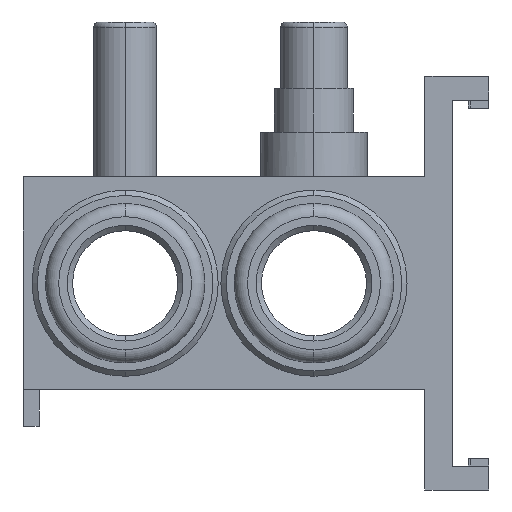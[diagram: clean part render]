
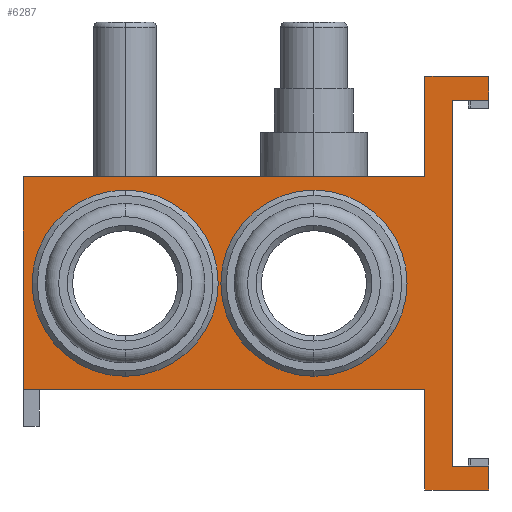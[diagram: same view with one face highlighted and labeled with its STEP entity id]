
A CAD part, left-side view. The second image highlights one B-rep face of the part: STEP entity #6287.
In plain terms, the highlighted planar face has unit normal (-1, 0, 0).
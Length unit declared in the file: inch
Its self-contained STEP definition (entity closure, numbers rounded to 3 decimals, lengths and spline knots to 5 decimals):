
#65 = CARTESIAN_POINT ( 'NONE',  ( -1.181, -0.875, 0.6875 ) ) ;
#75 = EDGE_CURVE ( 'NONE', #1291, #2900, #6049, .T. ) ;
#137 = DIRECTION ( 'NONE',  ( 0., -1., 0. ) ) ;
#155 = CARTESIAN_POINT ( 'NONE',  ( -1.181, -0.738, -0.6875 ) ) ;
#172 = LINE ( 'NONE', #5509, #5059 ) ;
#193 = ORIENTED_EDGE ( 'NONE', *, *, #3295, .T. ) ;
#212 = VERTEX_POINT ( 'NONE', #668 ) ;
#371 = VECTOR ( 'NONE', #4441, 39.37008 ) ;
#414 = CARTESIAN_POINT ( 'NONE',  ( -1.181, 0.492, -0.1975 ) ) ;
#442 = VERTEX_POINT ( 'NONE', #155 ) ;
#501 = VECTOR ( 'NONE', #1326, 39.37008 ) ;
#617 = VERTEX_POINT ( 'NONE', #3591 ) ;
#668 = CARTESIAN_POINT ( 'NONE',  ( -1.181, -0.635, -0.7775 ) ) ;
#680 = EDGE_CURVE ( 'NONE', #6141, #212, #7700, .T. ) ;
#689 = EDGE_LOOP ( 'NONE', ( #6054, #6891, #2032, #7761, #981, #5483, #2040, #703, #7188, #4382, #4357, #759 ) ) ;
#703 = ORIENTED_EDGE ( 'NONE', *, *, #7328, .F. ) ;
#759 = ORIENTED_EDGE ( 'NONE', *, *, #7855, .T. ) ;
#854 = VERTEX_POINT ( 'NONE', #414 ) ;
#981 = ORIENTED_EDGE ( 'NONE', *, *, #7750, .F. ) ;
#989 = DIRECTION ( 'NONE',  ( 1., 0., 0. ) ) ;
#1146 = VECTOR ( 'NONE', #2449, 39.37008 ) ;
#1283 = DIRECTION ( 'NONE',  ( 0., 0., -1. ) ) ;
#1291 = VERTEX_POINT ( 'NONE', #7809 ) ;
#1307 = EDGE_LOOP ( 'NONE', ( #6015, #193 ) ) ;
#1318 = DIRECTION ( 'NONE',  ( 1., 0., 0. ) ) ;
#1326 = DIRECTION ( 'NONE',  ( 0., -1., 0. ) ) ;
#1328 = CARTESIAN_POINT ( 'NONE',  ( -1.181, -0.218, 0. ) ) ;
#1350 = LINE ( 'NONE', #4976, #7825 ) ;
#1424 = CARTESIAN_POINT ( 'NONE',  ( -1.181, -0.635, 0.7775 ) ) ;
#1522 = DIRECTION ( 'NONE',  ( 1., 0., 0. ) ) ;
#1594 = EDGE_CURVE ( 'NONE', #5548, #7203, #5227, .T. ) ;
#1620 = CARTESIAN_POINT ( 'NONE',  ( -1.181, -0.635, 0.4 ) ) ;
#1694 = VECTOR ( 'NONE', #5891, 39.37008 ) ;
#1716 = EDGE_CURVE ( 'NONE', #854, #6692, #5736, .T. ) ;
#1745 = DIRECTION ( 'NONE',  ( 0., 0., 1. ) ) ;
#1829 = CARTESIAN_POINT ( 'NONE',  ( -1.181, 0.492, 0. ) ) ;
#1901 = LINE ( 'NONE', #7753, #1694 ) ;
#1960 = LINE ( 'NONE', #4295, #5101 ) ;
#2019 = EDGE_CURVE ( 'NONE', #617, #7069, #1901, .T. ) ;
#2032 = ORIENTED_EDGE ( 'NONE', *, *, #1594, .F. ) ;
#2040 = ORIENTED_EDGE ( 'NONE', *, *, #2019, .F. ) ;
#2199 = LINE ( 'NONE', #7598, #501 ) ;
#2265 = DIRECTION ( 'NONE',  ( 1., 0., 0. ) ) ;
#2344 = CARTESIAN_POINT ( 'NONE',  ( -1.181, -0.875, -0.6875 ) ) ;
#2347 = CARTESIAN_POINT ( 'NONE',  ( -1.181, 0., 0. ) ) ;
#2389 = DIRECTION ( 'NONE',  ( 0., 0., 1. ) ) ;
#2449 = DIRECTION ( 'NONE',  ( 0., 0., -1. ) ) ;
#2458 = DIRECTION ( 'NONE',  ( 0., 0., -1. ) ) ;
#2596 = CARTESIAN_POINT ( 'NONE',  ( -1.181, -0.635, -0.7775 ) ) ;
#2632 = VECTOR ( 'NONE', #137, 39.37008 ) ;
#2764 = VERTEX_POINT ( 'NONE', #2772 ) ;
#2769 = CARTESIAN_POINT ( 'NONE',  ( -1.181, -0.635, -0.4 ) ) ;
#2772 = CARTESIAN_POINT ( 'NONE',  ( -1.181, -0.635, 0.7775 ) ) ;
#2889 = LINE ( 'NONE', #2769, #4572 ) ;
#2900 = VERTEX_POINT ( 'NONE', #4706 ) ;
#2984 = PLANE ( 'NONE',  #5224 ) ;
#3001 = CARTESIAN_POINT ( 'NONE',  ( -1.181, -0.875, -0.7775 ) ) ;
#3021 = FACE_BOUND ( 'NONE', #4061, .T. ) ;
#3028 = DIRECTION ( 'NONE',  ( 0., 1., 0. ) ) ;
#3042 = LINE ( 'NONE', #1424, #2632 ) ;
#3073 = ORIENTED_EDGE ( 'NONE', *, *, #3135, .T. ) ;
#3135 = EDGE_CURVE ( 'NONE', #6692, #854, #7557, .T. ) ;
#3225 = FACE_OUTER_BOUND ( 'NONE', #689, .T. ) ;
#3241 = DIRECTION ( 'NONE',  ( 0., 0., 1. ) ) ;
#3295 = EDGE_CURVE ( 'NONE', #2900, #1291, #5787, .T. ) ;
#3393 = CARTESIAN_POINT ( 'NONE',  ( -1.181, -0.875, 0.7775 ) ) ;
#3505 = CARTESIAN_POINT ( 'NONE',  ( -1.181, -0.635, -0.4 ) ) ;
#3591 = CARTESIAN_POINT ( 'NONE',  ( -1.181, 0.875, -0.4 ) ) ;
#3646 = LINE ( 'NONE', #2596, #6773 ) ;
#3860 = CARTESIAN_POINT ( 'NONE',  ( -1.181, 0.492, 0.1975 ) ) ;
#3972 = CARTESIAN_POINT ( 'NONE',  ( -1.181, -0.875, -0.7775 ) ) ;
#4042 = VERTEX_POINT ( 'NONE', #1620 ) ;
#4051 = DIRECTION ( 'NONE',  ( 0., 1., 0. ) ) ;
#4061 = EDGE_LOOP ( 'NONE', ( #7886, #3073 ) ) ;
#4139 = EDGE_CURVE ( 'NONE', #442, #5910, #172, .T. ) ;
#4295 = CARTESIAN_POINT ( 'NONE',  ( -1.181, -0.635, 0.4 ) ) ;
#4357 = ORIENTED_EDGE ( 'NONE', *, *, #4927, .F. ) ;
#4382 = ORIENTED_EDGE ( 'NONE', *, *, #680, .F. ) ;
#4441 = DIRECTION ( 'NONE',  ( 0., 0., -1. ) ) ;
#4500 = FACE_BOUND ( 'NONE', #1307, .T. ) ;
#4572 = VECTOR ( 'NONE', #4051, 39.37008 ) ;
#4615 = EDGE_CURVE ( 'NONE', #5910, #7203, #7282, .T. ) ;
#4706 = CARTESIAN_POINT ( 'NONE',  ( -1.181, -0.218, 0.1975 ) ) ;
#4927 = EDGE_CURVE ( 'NONE', #7438, #6141, #5970, .T. ) ;
#4976 = CARTESIAN_POINT ( 'NONE',  ( -1.181, -0.875, -0.6875 ) ) ;
#5059 = VECTOR ( 'NONE', #1745, 39.37008 ) ;
#5101 = VECTOR ( 'NONE', #2389, 39.37008 ) ;
#5224 = AXIS2_PLACEMENT_3D ( 'NONE', #2347, #989, #7363 ) ;
#5227 = LINE ( 'NONE', #7553, #371 ) ;
#5292 = CARTESIAN_POINT ( 'NONE',  ( -1.181, 0.492, 0. ) ) ;
#5395 = EDGE_CURVE ( 'NONE', #212, #7348, #3646, .T. ) ;
#5432 = CARTESIAN_POINT ( 'NONE',  ( -1.181, -0.875, 0.6875 ) ) ;
#5483 = ORIENTED_EDGE ( 'NONE', *, *, #7157, .F. ) ;
#5509 = CARTESIAN_POINT ( 'NONE',  ( -1.181, -0.738, 0.6875 ) ) ;
#5511 = EDGE_CURVE ( 'NONE', #2764, #5548, #3042, .T. ) ;
#5548 = VERTEX_POINT ( 'NONE', #3393 ) ;
#5602 = DIRECTION ( 'NONE',  ( 0., 1., 0. ) ) ;
#5736 = CIRCLE ( 'NONE', #8066, 0.1975 ) ;
#5787 = CIRCLE ( 'NONE', #6537, 0.1975 ) ;
#5891 = DIRECTION ( 'NONE',  ( 0., 0., 1. ) ) ;
#5910 = VERTEX_POINT ( 'NONE', #8068 ) ;
#5933 = DIRECTION ( 'NONE',  ( 0., 0., -1. ) ) ;
#5970 = LINE ( 'NONE', #6215, #1146 ) ;
#6015 = ORIENTED_EDGE ( 'NONE', *, *, #75, .T. ) ;
#6034 = VECTOR ( 'NONE', #3028, 39.37008 ) ;
#6038 = CARTESIAN_POINT ( 'NONE',  ( -1.181, -0.218, 0. ) ) ;
#6049 = CIRCLE ( 'NONE', #7041, 0.1975 ) ;
#6054 = ORIENTED_EDGE ( 'NONE', *, *, #4139, .T. ) ;
#6141 = VERTEX_POINT ( 'NONE', #3972 ) ;
#6215 = CARTESIAN_POINT ( 'NONE',  ( -1.181, -0.875, 0.7775 ) ) ;
#6227 = DIRECTION ( 'NONE',  ( 1., 0., 0. ) ) ;
#6287 = ADVANCED_FACE ( 'NONE', ( #3021, #4500, #3225 ), #2984, .F. ) ;
#6455 = DIRECTION ( 'NONE',  ( 0., -1., 0. ) ) ;
#6537 = AXIS2_PLACEMENT_3D ( 'NONE', #6038, #2265, #6669 ) ;
#6669 = DIRECTION ( 'NONE',  ( 0., 0., -1. ) ) ;
#6692 = VERTEX_POINT ( 'NONE', #3860 ) ;
#6773 = VECTOR ( 'NONE', #3241, 39.37008 ) ;
#6891 = ORIENTED_EDGE ( 'NONE', *, *, #4615, .T. ) ;
#6911 = VECTOR ( 'NONE', #6455, 39.37008 ) ;
#7041 = AXIS2_PLACEMENT_3D ( 'NONE', #1328, #1318, #1283 ) ;
#7069 = VERTEX_POINT ( 'NONE', #8180 ) ;
#7157 = EDGE_CURVE ( 'NONE', #7069, #4042, #2199, .T. ) ;
#7188 = ORIENTED_EDGE ( 'NONE', *, *, #5395, .F. ) ;
#7203 = VERTEX_POINT ( 'NONE', #65 ) ;
#7282 = LINE ( 'NONE', #5432, #6911 ) ;
#7328 = EDGE_CURVE ( 'NONE', #7348, #617, #2889, .T. ) ;
#7348 = VERTEX_POINT ( 'NONE', #3505 ) ;
#7363 = DIRECTION ( 'NONE',  ( 0., 0., -1. ) ) ;
#7438 = VERTEX_POINT ( 'NONE', #2344 ) ;
#7542 = AXIS2_PLACEMENT_3D ( 'NONE', #1829, #6227, #2458 ) ;
#7553 = CARTESIAN_POINT ( 'NONE',  ( -1.181, -0.875, 0.7775 ) ) ;
#7557 = CIRCLE ( 'NONE', #7542, 0.1975 ) ;
#7598 = CARTESIAN_POINT ( 'NONE',  ( -1.181, 0.875, 0.4 ) ) ;
#7700 = LINE ( 'NONE', #3001, #6034 ) ;
#7750 = EDGE_CURVE ( 'NONE', #4042, #2764, #1960, .T. ) ;
#7753 = CARTESIAN_POINT ( 'NONE',  ( -1.181, 0.875, -0.4 ) ) ;
#7761 = ORIENTED_EDGE ( 'NONE', *, *, #5511, .F. ) ;
#7809 = CARTESIAN_POINT ( 'NONE',  ( -1.181, -0.218, -0.1975 ) ) ;
#7825 = VECTOR ( 'NONE', #5602, 39.37008 ) ;
#7855 = EDGE_CURVE ( 'NONE', #7438, #442, #1350, .T. ) ;
#7886 = ORIENTED_EDGE ( 'NONE', *, *, #1716, .T. ) ;
#8066 = AXIS2_PLACEMENT_3D ( 'NONE', #5292, #1522, #5933 ) ;
#8068 = CARTESIAN_POINT ( 'NONE',  ( -1.181, -0.738, 0.6875 ) ) ;
#8180 = CARTESIAN_POINT ( 'NONE',  ( -1.181, 0.875, 0.4 ) ) ;
